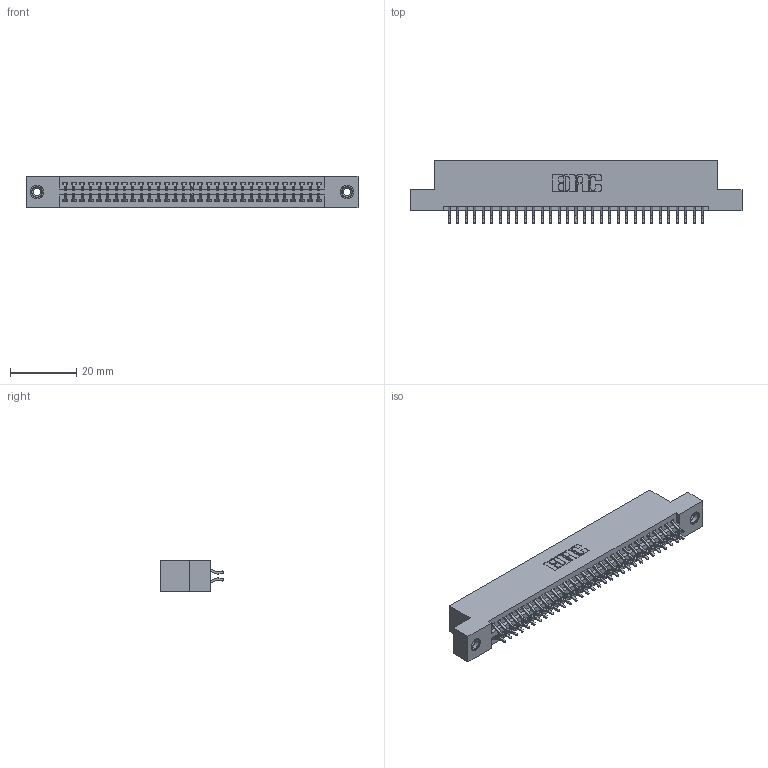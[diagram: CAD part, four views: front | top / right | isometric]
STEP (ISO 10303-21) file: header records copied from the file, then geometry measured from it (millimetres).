
FILE_DESCRIPTION (( 'STEP AP203' ), '1' );
FILE_NAME ('345-062-556-208.STEP', '2019-10-30T12:10:36', ( '' ), ( '' ), 'SwSTEP 2.0', 'SolidWorks 2016', '' );
FILE_SCHEMA (( 'CONFIG_CONTROL_DESIGN' ));
Length unit declared in the file: inch
Products named in the file (4): 345-062-556-208; 345-292-001_556 Tail; 345 Part_Flush Mounting Lugs - 0.156 Dia-TI; 345-250-001_345-250-003-102
Assembly tree (65 placements, depth 2):
  345-062-556-208
    345 Part_Flush Mounting Lugs - 0.156 Dia-TI
    345-292-001_556 Tail  x62
    345-250-001_345-250-003-102  x2
Bounding box: 99.95 x 19.24 x 9.4 mm (x, y, z)
Volume: 9598.1 mm3; surface area: 13933.7 mm2
Topology: 65 solids, 65 shells, 3658 faces, 10831 edges, 7130 vertices
Faces by surface type: plane 2406, cylinder 1236, cone 12, torus 4
Entity records: 27210 total; most frequent: CARTESIAN_POINT 4567, ORIENTED_EDGE 4482, DIRECTION 4055, EDGE_CURVE 2241, LINE 1957, VECTOR 1957, VERTEX_POINT 1488, AXIS2_PLACEMENT_3D 1049
